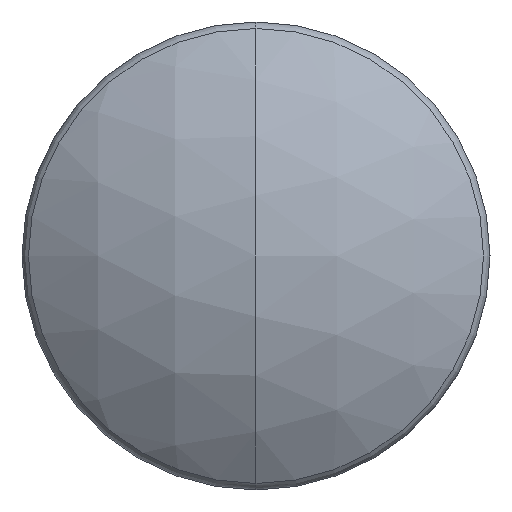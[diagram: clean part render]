
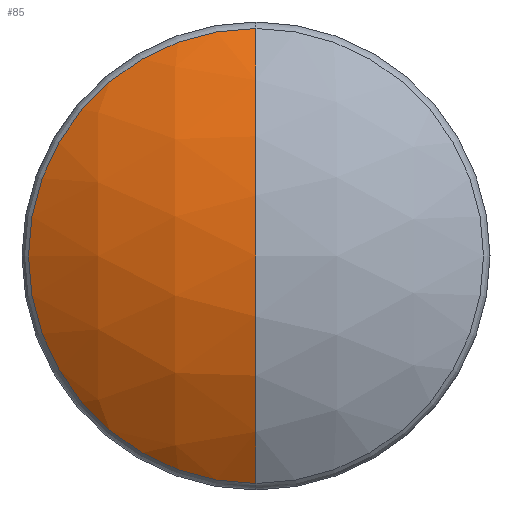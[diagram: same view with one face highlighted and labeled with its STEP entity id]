
A CAD part, left-side view. The second image highlights one B-rep face of the part: STEP entity #85.
In plain terms, the highlighted spherical face has radius 6.171 mm.
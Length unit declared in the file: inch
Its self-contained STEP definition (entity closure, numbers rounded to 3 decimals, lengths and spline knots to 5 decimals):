
#20 = ORIENTED_EDGE ( 'NONE', *, *, #495, .T. ) ;
#23 = CARTESIAN_POINT ( 'NONE',  ( -0.74853, 0., 0. ) ) ;
#26 = VERTEX_POINT ( 'NONE', #635 ) ;
#78 = EDGE_CURVE ( 'NONE', #26, #903, #268, .T. ) ;
#85 = ADVANCED_FACE ( 'NONE', ( #87 ), #361, .T. ) ;
#87 = FACE_OUTER_BOUND ( 'NONE', #683, .T. ) ;
#119 = ORIENTED_EDGE ( 'NONE', *, *, #78, .T. ) ;
#189 = DIRECTION ( 'NONE',  ( 0., 1., 0. ) ) ;
#226 = CARTESIAN_POINT ( 'NONE',  ( -0.74853, 0., 0. ) ) ;
#256 = AXIS2_PLACEMENT_3D ( 'NONE', #704, #431, #497 ) ;
#266 = AXIS2_PLACEMENT_3D ( 'NONE', #23, #189, #754 ) ;
#268 = CIRCLE ( 'NONE', #256, 0.14355 ) ;
#353 = CARTESIAN_POINT ( 'NONE',  ( -0.94456, 0., -0.14355 ) ) ;
#361 = SPHERICAL_SURFACE ( 'NONE', #783, 0.24297 ) ;
#423 = DIRECTION ( 'NONE',  ( 1., 0., 0. ) ) ;
#431 = DIRECTION ( 'NONE',  ( -1., 0., 0. ) ) ;
#495 = EDGE_CURVE ( 'NONE', #903, #26, #798, .T. ) ;
#497 = DIRECTION ( 'NONE',  ( 0., 0., -1. ) ) ;
#635 = CARTESIAN_POINT ( 'NONE',  ( -0.94456, 0., 0.14355 ) ) ;
#653 = DIRECTION ( 'NONE',  ( 0., 1., 0. ) ) ;
#683 = EDGE_LOOP ( 'NONE', ( #119, #20 ) ) ;
#704 = CARTESIAN_POINT ( 'NONE',  ( -0.94456, 0., 0. ) ) ;
#754 = DIRECTION ( 'NONE',  ( -1., 0., 0. ) ) ;
#783 = AXIS2_PLACEMENT_3D ( 'NONE', #226, #653, #423 ) ;
#798 = CIRCLE ( 'NONE', #266, 0.24297 ) ;
#903 = VERTEX_POINT ( 'NONE', #353 ) ;
